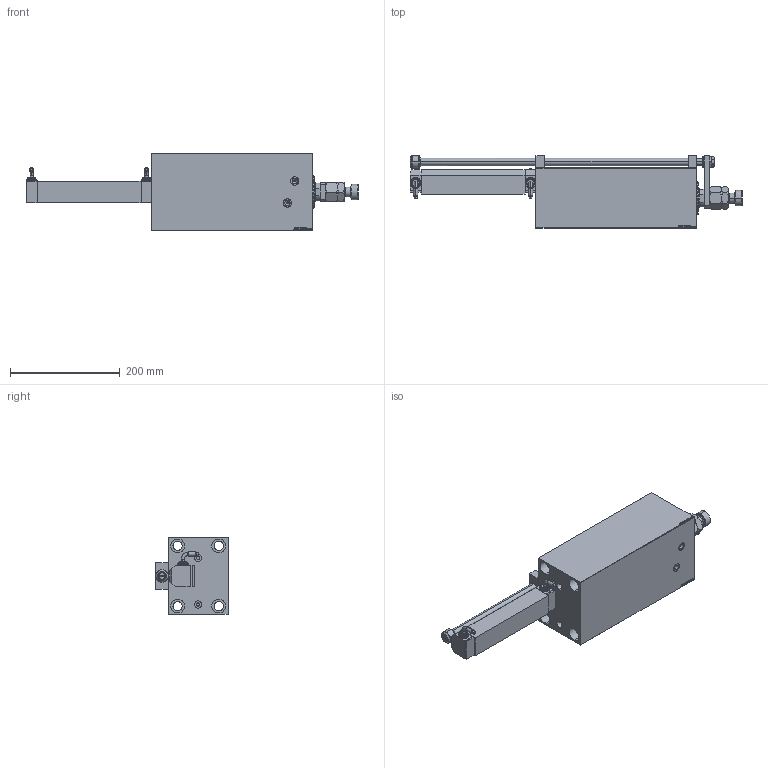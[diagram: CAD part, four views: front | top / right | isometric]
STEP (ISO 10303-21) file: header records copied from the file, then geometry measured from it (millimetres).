
FILE_DESCRIPTION (( 'STEP AP203' ), '1' );
FILE_NAME ('94dc.STEP', '2022-04-17T15:27:36', ( '' ), ( '' ), 'SwSTEP 2.0', 'SolidWorks 2019', '' );
FILE_SCHEMA (( 'CONFIG_CONTROL_DESIGN' ));
Length unit declared in the file: millimetre
Products named in the file (14): SWITCH P 5846ccf64effc9613782e2eeb85f55d4; SWITCH_P_FRONT_BACK 5846ccf64effc9613782e2eeb85f55d4; V450CP_VC_B 5846ccf64effc9613782e2eeb85f55d4; TYC_P 5846ccf64effc9613782e2eeb85f55d4; NUT_D16 5846ccf64effc9613782e2eeb85f55d4; SWITCH DIM W_B 5846ccf64effc9613782e2eeb85f55d4; P_V_Z_MFA 5846ccf64effc9613782e2eeb85f55d4; ZARAZKA_P 5846ccf64effc9613782e2eeb85f55d4; V450CP_B_VCP 5846ccf64effc9613782e2eeb85f55d4; MIDDLE 5846ccf64effc9613782e2eeb85f55d4; V450CP_C 5846ccf64effc9613782e2eeb85f55d4; NUT_D19_P 5846ccf64effc9613782e2eeb85f55d4; 94dc; KROUZEK_PRO_TYC 5846ccf64effc9613782e2eeb85f55d4
Assembly tree (15 placements, depth 2):
  94dc
    V450CP_C 5846ccf64effc9613782e2eeb85f55d4
    P_V_Z_MFA 5846ccf64effc9613782e2eeb85f55d4
    TYC_P 5846ccf64effc9613782e2eeb85f55d4
    ZARAZKA_P 5846ccf64effc9613782e2eeb85f55d4
    KROUZEK_PRO_TYC 5846ccf64effc9613782e2eeb85f55d4
    MIDDLE 5846ccf64effc9613782e2eeb85f55d4
    NUT_D16 5846ccf64effc9613782e2eeb85f55d4
    NUT_D19_P 5846ccf64effc9613782e2eeb85f55d4
    SWITCH DIM W_B 5846ccf64effc9613782e2eeb85f55d4
    SWITCH P 5846ccf64effc9613782e2eeb85f55d4  x2
    SWITCH_P_FRONT_BACK 5846ccf64effc9613782e2eeb85f55d4  x2
    V450CP_B_VCP 5846ccf64effc9613782e2eeb85f55d4
    V450CP_VC_B 5846ccf64effc9613782e2eeb85f55d4
Bounding box: 605.9 x 132.5 x 140 mm (x, y, z)
Volume: 4050284.8 mm3; surface area: 504447.2 mm2
Topology: 15 solids, 15 shells, 1188 faces, 2920 edges, 1900 vertices
Faces by surface type: plane 545, bspline 384, cylinder 142, cone 81, torus 36
Entity records: 53332 total; most frequent: CARTESIAN_POINT 27894, ORIENTED_EDGE 5480, DIRECTION 3743, EDGE_CURVE 2740, VERTEX_POINT 1787, VECTOR 1525, LINE 1525, EDGE_LOOP 1271
